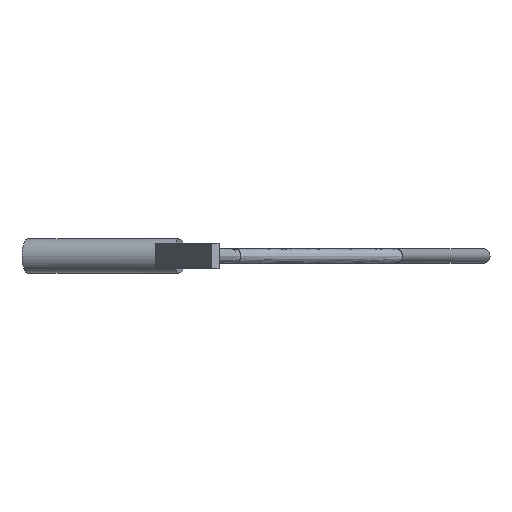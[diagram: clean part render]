
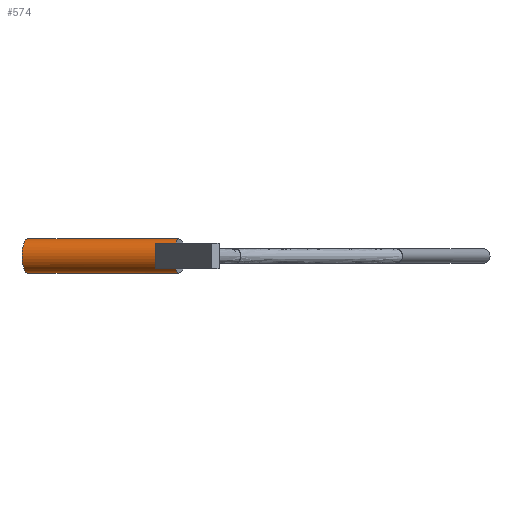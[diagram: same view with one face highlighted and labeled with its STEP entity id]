
A CAD part, left-side view. The second image highlights one B-rep face of the part: STEP entity #574.
In plain terms, the highlighted cylindrical face has radius 26.5 mm (diameter 53 mm), a full revolution.
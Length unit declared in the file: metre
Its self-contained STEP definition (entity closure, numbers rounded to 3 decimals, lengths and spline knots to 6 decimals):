
#15=CYLINDRICAL_SURFACE('',#622,0.0265);
#37=B_SPLINE_CURVE_WITH_KNOTS('',3,(#858,#859,#860,#861,#862,#863,#864,
#865,#866,#867,#868,#869,#870,#871,#872,#873,#874,#875,#876,#877,#878,#879),
 .UNSPECIFIED.,.T.,.F.,(1,1,1,1,1,1,1,1,1,1,1,1,1,1,1,1,1,1,1,1,1,1,1,1,
1,1),(-0.013334,-0.008889,-0.004445,0.,
0.002222,0.004445,0.008889,0.011112,
0.013334,0.015556,0.017778,0.022223,
0.026668,0.031112,0.035557,0.040001,
0.044446,0.048891,0.053335,0.05778,
0.062224,0.066669,0.071114,0.073336,
0.075558,0.080003),.UNSPECIFIED.);
#69=CIRCLE('',#610,0.0265);
#70=CIRCLE('',#620,0.0265);
#71=CIRCLE('',#623,0.0265);
#72=CIRCLE('',#624,0.0265);
#161=ORIENTED_EDGE('',*,*,#251,.T.);
#162=ORIENTED_EDGE('',*,*,#235,.T.);
#163=ORIENTED_EDGE('',*,*,#284,.T.);
#164=ORIENTED_EDGE('',*,*,#244,.F.);
#165=ORIENTED_EDGE('',*,*,#266,.T.);
#166=ORIENTED_EDGE('',*,*,#268,.T.);
#167=ORIENTED_EDGE('',*,*,#285,.F.);
#235=EDGE_CURVE('',#312,#313,#366,.F.);
#244=EDGE_CURVE('',#321,#322,#375,.F.);
#251=EDGE_CURVE('',#328,#312,#69,.F.);
#266=EDGE_CURVE('',#321,#328,#70,.F.);
#268=EDGE_CURVE('',#333,#333,#37,.T.);
#284=EDGE_CURVE('',#313,#322,#71,.T.);
#285=EDGE_CURVE('',#348,#348,#72,.T.);
#312=VERTEX_POINT('',#769);
#313=VERTEX_POINT('',#770);
#321=VERTEX_POINT('',#787);
#322=VERTEX_POINT('',#789);
#328=VERTEX_POINT('',#803);
#333=VERTEX_POINT('',#880);
#348=VERTEX_POINT('',#1213);
#366=LINE('',#768,#394);
#375=LINE('',#788,#403);
#394=VECTOR('',#654,1.);
#403=VECTOR('',#665,1.);
#447=EDGE_LOOP('',(#161,#162,#163,#164,#165));
#448=EDGE_LOOP('',(#166));
#449=EDGE_LOOP('',(#167));
#504=FACE_BOUND('',#447,.T.);
#505=FACE_BOUND('',#448,.T.);
#506=FACE_BOUND('',#449,.T.);
#574=ADVANCED_FACE('',(#504,#505,#506),#15,.T.);
#610=AXIS2_PLACEMENT_3D('',#802,#674,#675);
#620=AXIS2_PLACEMENT_3D('',#837,#706,#707);
#622=AXIS2_PLACEMENT_3D('',#1210,#710,#711);
#623=AXIS2_PLACEMENT_3D('',#1211,#712,#713);
#624=AXIS2_PLACEMENT_3D('',#1212,#714,#715);
#654=DIRECTION('',(0.342,0.94,0.));
#665=DIRECTION('',(0.342,0.94,0.));
#674=DIRECTION('',(-0.342,-0.94,0.));
#675=DIRECTION('',(-0.94,0.342,0.));
#706=DIRECTION('',(-0.342,-0.94,0.));
#707=DIRECTION('',(-0.94,0.342,0.));
#710=DIRECTION('',(0.342,0.94,0.));
#711=DIRECTION('',(0.94,-0.342,0.));
#712=DIRECTION('',(0.342,0.94,0.));
#713=DIRECTION('',(0.94,-0.342,0.));
#714=DIRECTION('',(0.342,0.94,0.));
#715=DIRECTION('',(0.94,-0.342,0.));
#768=CARTESIAN_POINT('',(-0.493005,0.255518,0.02));
#769=CARTESIAN_POINT('',(-0.530576,0.152293,0.02));
#770=CARTESIAN_POINT('',(-0.535932,0.137578,0.02));
#787=CARTESIAN_POINT('',(-0.530576,0.152293,-0.02));
#788=CARTESIAN_POINT('',(-0.493005,0.255518,-0.02));
#789=CARTESIAN_POINT('',(-0.535932,0.137578,-0.02));
#802=CARTESIAN_POINT('',(-0.514239,0.146347,0.));
#803=CARTESIAN_POINT('',(-0.539141,0.15541,0.));
#837=CARTESIAN_POINT('',(-0.514239,0.146347,0.));
#858=CARTESIAN_POINT('',(-0.438139,0.278715,0.004424));
#859=CARTESIAN_POINT('',(-0.437562,0.279344,0.000748));
#860=CARTESIAN_POINT('',(-0.437791,0.279092,-0.002231));
#861=CARTESIAN_POINT('',(-0.438425,0.278376,-0.005013));
#862=CARTESIAN_POINT('',(-0.439581,0.276995,-0.00744));
#863=CARTESIAN_POINT('',(-0.440934,0.275107,-0.009246));
#864=CARTESIAN_POINT('',(-0.441986,0.273432,-0.010283));
#865=CARTESIAN_POINT('',(-0.442967,0.271582,-0.010935));
#866=CARTESIAN_POINT('',(-0.444127,0.268857,-0.01127));
#867=CARTESIAN_POINT('',(-0.445065,0.265291,-0.01057));
#868=CARTESIAN_POINT('',(-0.445391,0.261525,-0.008101));
#869=CARTESIAN_POINT('',(-0.445334,0.258937,-0.004418));
#870=CARTESIAN_POINT('',(-0.445265,0.257993,-0.000003));
#871=CARTESIAN_POINT('',(-0.445334,0.258934,0.004412));
#872=CARTESIAN_POINT('',(-0.44539,0.261521,0.008095));
#873=CARTESIAN_POINT('',(-0.445068,0.26527,0.010562));
#874=CARTESIAN_POINT('',(-0.443942,0.269568,0.011411));
#875=CARTESIAN_POINT('',(-0.442006,0.273556,0.010465));
#876=CARTESIAN_POINT('',(-0.43986,0.276663,0.008027));
#877=CARTESIAN_POINT('',(-0.438139,0.278715,0.004424));
#878=CARTESIAN_POINT('',(-0.437562,0.279344,0.000748));
#879=CARTESIAN_POINT('',(-0.437791,0.279092,-0.002231));
#880=CARTESIAN_POINT('',(-0.437677,0.279218,0.));
#1210=CARTESIAN_POINT('',(-0.476668,0.249572,0.));
#1211=CARTESIAN_POINT('',(-0.519595,0.131631,0.));
#1212=CARTESIAN_POINT('',(-0.43409,0.366555,0.));
#1213=CARTESIAN_POINT('',(-0.409188,0.357491,0.));
